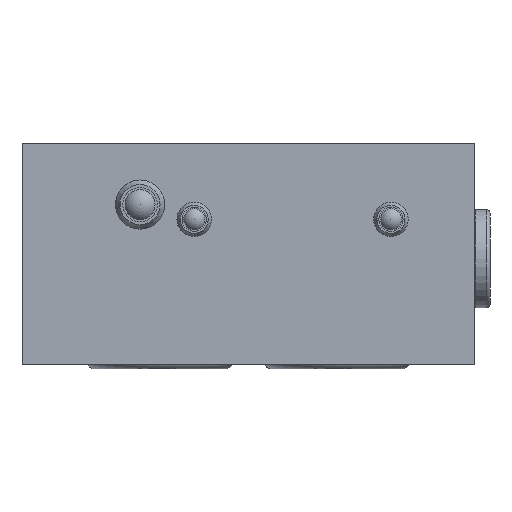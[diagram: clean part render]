
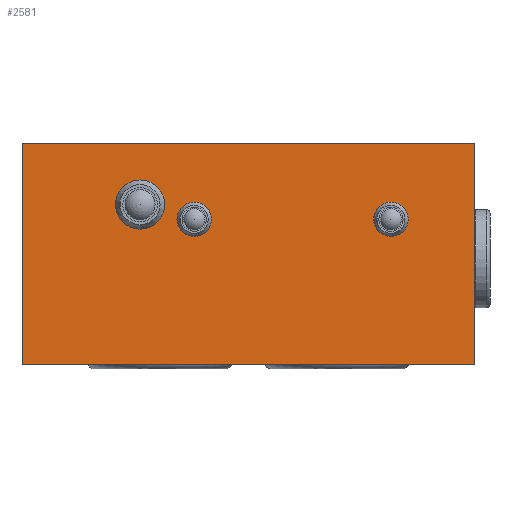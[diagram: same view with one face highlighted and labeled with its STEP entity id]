
A CAD part, front view. The second image highlights one B-rep face of the part: STEP entity #2581.
In plain terms, the highlighted planar face has unit normal (0, -1, 0).
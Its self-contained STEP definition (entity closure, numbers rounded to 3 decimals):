
#203=LINE('',#4008,#301);
#204=LINE('',#4011,#302);
#205=LINE('',#4013,#303);
#206=LINE('',#4015,#304);
#301=VECTOR('',#3178,1000.);
#302=VECTOR('',#3179,1000.);
#303=VECTOR('',#3180,1000.);
#304=VECTOR('',#3181,1000.);
#399=ORIENTED_EDGE('',*,*,#1055,.F.);
#400=ORIENTED_EDGE('',*,*,#1056,.F.);
#401=ORIENTED_EDGE('',*,*,#1057,.T.);
#402=ORIENTED_EDGE('',*,*,#1058,.F.);
#403=ORIENTED_EDGE('',*,*,#1059,.F.);
#404=ORIENTED_EDGE('',*,*,#1060,.T.);
#405=ORIENTED_EDGE('',*,*,#1061,.F.);
#1055=EDGE_CURVE('',#1383,#1383,#1634,.F.);
#1056=EDGE_CURVE('',#1384,#1384,#1635,.F.);
#1057=EDGE_CURVE('',#1385,#1386,#203,.T.);
#1058=EDGE_CURVE('',#1387,#1386,#204,.T.);
#1059=EDGE_CURVE('',#1388,#1387,#205,.T.);
#1060=EDGE_CURVE('',#1388,#1385,#206,.T.);
#1061=EDGE_CURVE('',#1389,#1389,#1636,.F.);
#1383=VERTEX_POINT('',#4005);
#1384=VERTEX_POINT('',#4007);
#1385=VERTEX_POINT('',#4009);
#1386=VERTEX_POINT('',#4010);
#1387=VERTEX_POINT('',#4012);
#1388=VERTEX_POINT('',#4014);
#1389=VERTEX_POINT('',#4017);
#1634=CIRCLE('',#2805,3.5);
#1635=CIRCLE('',#2806,5.);
#1636=CIRCLE('',#2807,3.5);
#1792=EDGE_LOOP('',(#399));
#1793=EDGE_LOOP('',(#400));
#1794=EDGE_LOOP('',(#401,#402,#403,#404));
#1795=EDGE_LOOP('',(#405));
#2136=FACE_BOUND('',#1792,.T.);
#2137=FACE_BOUND('',#1793,.T.);
#2138=FACE_BOUND('',#1794,.T.);
#2139=FACE_BOUND('',#1795,.T.);
#2481=PLANE('',#2804);
#2581=ADVANCED_FACE('',(#2136,#2137,#2138,#2139),#2481,.F.);
#2804=AXIS2_PLACEMENT_3D('',#4003,#3172,#3173);
#2805=AXIS2_PLACEMENT_3D('',#4004,#3174,#3175);
#2806=AXIS2_PLACEMENT_3D('',#4006,#3176,#3177);
#2807=AXIS2_PLACEMENT_3D('',#4016,#3182,#3183);
#3172=DIRECTION('',(0.,1.,0.));
#3173=DIRECTION('',(0.,0.,1.));
#3174=DIRECTION('',(0.,1.,0.));
#3175=DIRECTION('',(0.,0.,1.));
#3176=DIRECTION('',(0.,1.,0.));
#3177=DIRECTION('',(0.,0.,1.));
#3178=DIRECTION('',(1.,0.,0.));
#3179=DIRECTION('',(0.,0.,-1.));
#3180=DIRECTION('',(1.,0.,0.));
#3181=DIRECTION('',(0.,0.,-1.));
#3182=DIRECTION('',(0.,1.,0.));
#3183=DIRECTION('',(0.,0.,1.));
#4003=CARTESIAN_POINT('',(0.,0.,45.));
#4004=CARTESIAN_POINT('',(75.,0.,29.5));
#4005=CARTESIAN_POINT('',(75.,0.,33.));
#4006=CARTESIAN_POINT('',(24.,0.,32.5));
#4007=CARTESIAN_POINT('',(24.,0.,37.5));
#4008=CARTESIAN_POINT('',(0.,0.,0.));
#4009=CARTESIAN_POINT('',(0.,0.,0.));
#4010=CARTESIAN_POINT('',(92.,0.,0.));
#4011=CARTESIAN_POINT('',(92.,0.,45.));
#4012=CARTESIAN_POINT('',(92.,0.,45.));
#4013=CARTESIAN_POINT('',(0.,0.,45.));
#4014=CARTESIAN_POINT('',(0.,0.,45.));
#4015=CARTESIAN_POINT('',(0.,0.,45.));
#4016=CARTESIAN_POINT('',(35.,0.,29.5));
#4017=CARTESIAN_POINT('',(35.,0.,33.));
